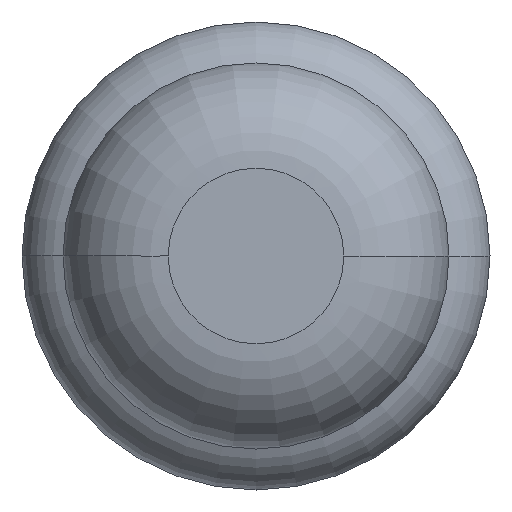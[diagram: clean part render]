
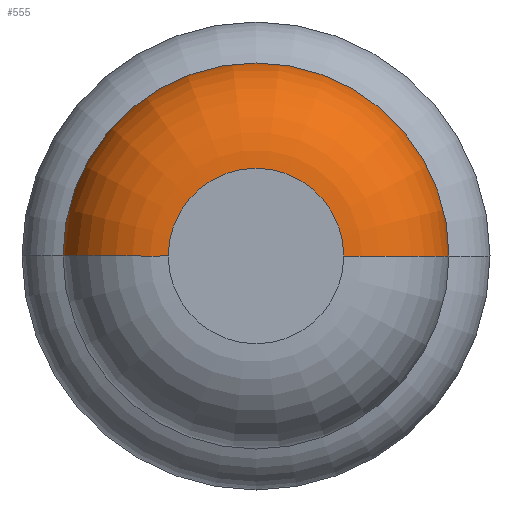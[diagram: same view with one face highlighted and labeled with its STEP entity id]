
A CAD part, front view. The second image highlights one B-rep face of the part: STEP entity #555.
In plain terms, the highlighted toroidal (fillet/blend) face has major radius 0.375 mm and minor radius 0.45 mm.
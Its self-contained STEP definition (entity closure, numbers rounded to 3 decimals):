
#98 = DIRECTION ( 'NONE',  ( 1., 0., 0. ) ) ;
#383 = EDGE_CURVE ( 'NONE', #1805, #2066, #3082, .T. ) ;
#500 = EDGE_LOOP ( 'NONE', ( #1245, #1851, #1343, #3250 ) ) ;
#555 = ADVANCED_FACE ( 'Defeature ausgef�hrt2_12', ( #3759 ), #717, .T. ) ;
#656 = CARTESIAN_POINT ( 'NONE',  ( -0.375, -31.55, 0. ) ) ;
#710 = CIRCLE ( 'NONE', #2793, 0.375 ) ;
#717 = TOROIDAL_SURFACE ( 'NONE', #1335, 0.375, 0.45 ) ;
#931 = CARTESIAN_POINT ( 'NONE',  ( -0.375, -32., 0. ) ) ;
#964 = CARTESIAN_POINT ( 'NONE',  ( 0., -32., 0. ) ) ;
#967 = VERTEX_POINT ( 'NONE', #931 ) ;
#999 = DIRECTION ( 'NONE',  ( 1., 0., 0. ) ) ;
#1017 = CARTESIAN_POINT ( 'NONE',  ( 0.375, -32., 0. ) ) ;
#1245 = ORIENTED_EDGE ( 'NONE', *, *, #3590, .T. ) ;
#1268 = DIRECTION ( 'NONE',  ( 1., 0., 0. ) ) ;
#1297 = DIRECTION ( 'NONE',  ( 0., -1., 0. ) ) ;
#1306 = AXIS2_PLACEMENT_3D ( 'NONE', #3672, #3633, #999 ) ;
#1335 = AXIS2_PLACEMENT_3D ( 'NONE', #3625, #1297, #1268 ) ;
#1343 = ORIENTED_EDGE ( 'NONE', *, *, #2555, .F. ) ;
#1533 = CARTESIAN_POINT ( 'NONE',  ( 0.375, -31.55, 0. ) ) ;
#1636 = CIRCLE ( 'NONE', #2623, 0.45 ) ;
#1805 = VERTEX_POINT ( 'NONE', #2080 ) ;
#1836 = VERTEX_POINT ( 'NONE', #2018 ) ;
#1851 = ORIENTED_EDGE ( 'NONE', *, *, #3033, .T. ) ;
#1867 = DIRECTION ( 'NONE',  ( 0., 0., 1. ) ) ;
#2018 = CARTESIAN_POINT ( 'NONE',  ( -0.825, -31.55, 0. ) ) ;
#2066 = VERTEX_POINT ( 'NONE', #1017 ) ;
#2080 = CARTESIAN_POINT ( 'NONE',  ( 0.825, -31.55, 0. ) ) ;
#2127 = DIRECTION ( 'NONE',  ( -1., 0., 0. ) ) ;
#2161 = DIRECTION ( 'NONE',  ( 1., 0., 0. ) ) ;
#2555 = EDGE_CURVE ( 'Defeature ausgef�hrt2_11+Defeature ausgef�hrt2_12+Defeature ausgef�hrt2_12+Defeature ausgef�hrt2_12', #2066, #967, #710, .T. ) ;
#2623 = AXIS2_PLACEMENT_3D ( 'NONE', #656, #1867, #2161 ) ;
#2793 = AXIS2_PLACEMENT_3D ( 'NONE', #964, #3048, #98 ) ;
#2869 = AXIS2_PLACEMENT_3D ( 'NONE', #1533, #3577, #2127 ) ;
#3033 = EDGE_CURVE ( 'NONE', #1836, #967, #1636, .T. ) ;
#3048 = DIRECTION ( 'NONE',  ( 0., -1., 0. ) ) ;
#3082 = CIRCLE ( 'NONE', #2869, 0.45 ) ;
#3250 = ORIENTED_EDGE ( 'NONE', *, *, #383, .F. ) ;
#3380 = CIRCLE ( 'NONE', #1306, 0.825 ) ;
#3577 = DIRECTION ( 'NONE',  ( 0., 0., -1. ) ) ;
#3590 = EDGE_CURVE ( 'Defeature ausgef�hrt2_12+Defeature ausgef�hrt2_13+Defeature ausgef�hrt2_13+Defeature ausgef�hrt2_13', #1805, #1836, #3380, .T. ) ;
#3625 = CARTESIAN_POINT ( 'NONE',  ( 0., -31.55, 0. ) ) ;
#3633 = DIRECTION ( 'NONE',  ( 0., -1., 0. ) ) ;
#3672 = CARTESIAN_POINT ( 'NONE',  ( 0., -31.55, 0. ) ) ;
#3759 = FACE_OUTER_BOUND ( 'NONE', #500, .T. ) ;
